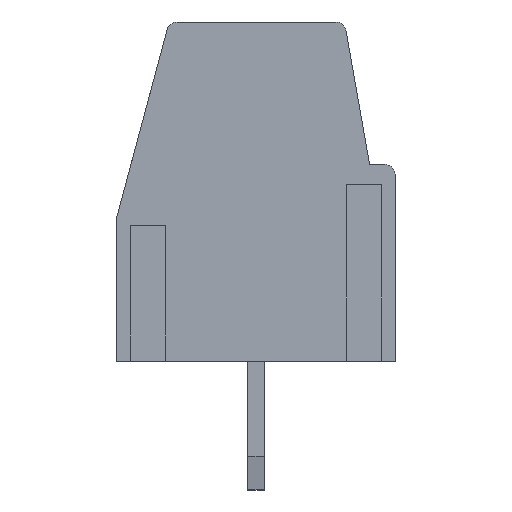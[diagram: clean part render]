
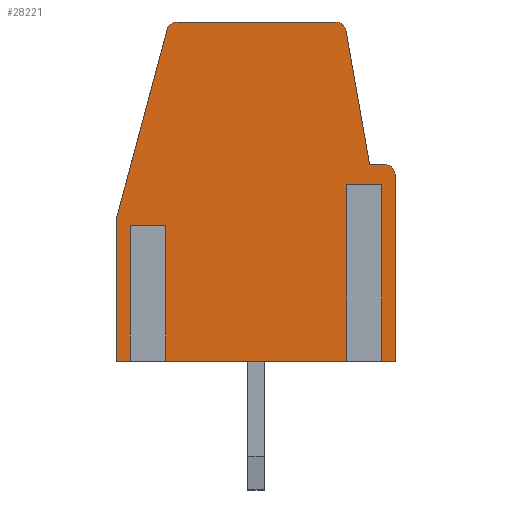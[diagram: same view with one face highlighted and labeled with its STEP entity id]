
A CAD part, left-side view. The second image highlights one B-rep face of the part: STEP entity #28221.
In plain terms, the highlighted planar face has unit normal (-1, 0, 0).
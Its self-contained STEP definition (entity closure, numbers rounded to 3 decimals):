
#25914 = EDGE_CURVE('',#25915,#25917,#25919,.T.);
#25915 = VERTEX_POINT('',#25916);
#25916 = CARTESIAN_POINT('',(-58.419,2.626,9.792));
#25917 = VERTEX_POINT('',#25918);
#25918 = CARTESIAN_POINT('',(-58.419,2.336,10.014));
#25919 = CIRCLE('',#25920,0.3);
#25920 = AXIS2_PLACEMENT_3D('',#25921,#25922,#25923);
#25921 = CARTESIAN_POINT('',(-58.419,2.336,9.714));
#25922 = DIRECTION('',(1.,0.,0.));
#25923 = DIRECTION('',(0.,1.,0.));
#26615 = VERTEX_POINT('',#26616);
#26616 = CARTESIAN_POINT('',(-58.419,-4.093,0.014));
#26622 = EDGE_CURVE('',#26615,#26623,#26625,.T.);
#26623 = VERTEX_POINT('',#26624);
#26624 = CARTESIAN_POINT('',(-58.419,-3.481,0.014));
#26625 = LINE('',#26626,#26627);
#26626 = CARTESIAN_POINT('',(-58.419,-4.093,0.014));
#26627 = VECTOR('',#26628,1.);
#26628 = DIRECTION('',(0.,1.,0.));
#26647 = VERTEX_POINT('',#26648);
#26648 = CARTESIAN_POINT('',(-58.419,-2.881,0.014));
#26654 = EDGE_CURVE('',#26647,#26655,#26657,.T.);
#26655 = VERTEX_POINT('',#26656);
#26656 = CARTESIAN_POINT('',(-58.419,2.894,0.014));
#26657 = LINE('',#26658,#26659);
#26658 = CARTESIAN_POINT('',(-58.419,-4.093,0.014));
#26659 = VECTOR('',#26660,1.);
#26660 = DIRECTION('',(0.,1.,0.));
#26679 = VERTEX_POINT('',#26680);
#26680 = CARTESIAN_POINT('',(-58.419,3.494,0.014));
#26686 = EDGE_CURVE('',#26679,#26687,#26689,.T.);
#26687 = VERTEX_POINT('',#26688);
#26688 = CARTESIAN_POINT('',(-58.419,4.107,0.014));
#26689 = LINE('',#26690,#26691);
#26690 = CARTESIAN_POINT('',(-58.419,-4.093,0.014));
#26691 = VECTOR('',#26692,1.);
#26692 = DIRECTION('',(0.,1.,0.));
#27757 = VERTEX_POINT('',#27758);
#27758 = CARTESIAN_POINT('',(-58.419,4.107,4.264));
#27764 = EDGE_CURVE('',#27757,#25915,#27765,.T.);
#27765 = LINE('',#27766,#27767);
#27766 = CARTESIAN_POINT('',(-58.419,4.107,4.264));
#27767 = VECTOR('',#27768,1.);
#27768 = DIRECTION('',(0.,-0.259,0.966));
#27779 = EDGE_CURVE('',#26687,#27757,#27780,.T.);
#27780 = LINE('',#27781,#27782);
#27781 = CARTESIAN_POINT('',(-58.419,4.107,0.014));
#27782 = VECTOR('',#27783,1.);
#27783 = DIRECTION('',(0.,0.,1.));
#28221 = ADVANCED_FACE('',(#28222),#28322,.F.);
#28222 = FACE_BOUND('',#28223,.T.);
#28223 = EDGE_LOOP('',(#28224,#28232,#28240,#28246,#28247,#28255,#28264,
    #28272,#28280,#28289,#28295,#28296,#28297,#28298,#28299,#28307,
    #28315,#28321));
#28224 = ORIENTED_EDGE('',*,*,#28225,.F.);
#28225 = EDGE_CURVE('',#28226,#26647,#28228,.T.);
#28226 = VERTEX_POINT('',#28227);
#28227 = CARTESIAN_POINT('',(-58.419,-2.881,5.214));
#28228 = LINE('',#28229,#28230);
#28229 = CARTESIAN_POINT('',(-58.419,-2.881,5.814));
#28230 = VECTOR('',#28231,1.);
#28231 = DIRECTION('',(0.,0.,-1.));
#28232 = ORIENTED_EDGE('',*,*,#28233,.F.);
#28233 = EDGE_CURVE('',#28234,#28226,#28236,.T.);
#28234 = VERTEX_POINT('',#28235);
#28235 = CARTESIAN_POINT('',(-58.419,-3.481,5.214));
#28236 = LINE('',#28237,#28238);
#28237 = CARTESIAN_POINT('',(-58.419,-4.093,5.214));
#28238 = VECTOR('',#28239,1.);
#28239 = DIRECTION('',(0.,1.,0.));
#28240 = ORIENTED_EDGE('',*,*,#28241,.F.);
#28241 = EDGE_CURVE('',#26623,#28234,#28242,.T.);
#28242 = LINE('',#28243,#28244);
#28243 = CARTESIAN_POINT('',(-58.419,-3.481,5.814));
#28244 = VECTOR('',#28245,1.);
#28245 = DIRECTION('',(0.,0.,1.));
#28246 = ORIENTED_EDGE('',*,*,#26622,.F.);
#28247 = ORIENTED_EDGE('',*,*,#28248,.F.);
#28248 = EDGE_CURVE('',#28249,#26615,#28251,.T.);
#28249 = VERTEX_POINT('',#28250);
#28250 = CARTESIAN_POINT('',(-58.419,-4.093,5.514));
#28251 = LINE('',#28252,#28253);
#28252 = CARTESIAN_POINT('',(-58.419,-4.093,5.814));
#28253 = VECTOR('',#28254,1.);
#28254 = DIRECTION('',(0.,0.,-1.));
#28255 = ORIENTED_EDGE('',*,*,#28256,.F.);
#28256 = EDGE_CURVE('',#28257,#28249,#28259,.T.);
#28257 = VERTEX_POINT('',#28258);
#28258 = CARTESIAN_POINT('',(-58.419,-3.793,5.814));
#28259 = CIRCLE('',#28260,0.3);
#28260 = AXIS2_PLACEMENT_3D('',#28261,#28262,#28263);
#28261 = CARTESIAN_POINT('',(-58.419,-3.793,5.514));
#28262 = DIRECTION('',(1.,0.,0.));
#28263 = DIRECTION('',(0.,1.,0.));
#28264 = ORIENTED_EDGE('',*,*,#28265,.F.);
#28265 = EDGE_CURVE('',#28266,#28257,#28268,.T.);
#28266 = VERTEX_POINT('',#28267);
#28267 = CARTESIAN_POINT('',(-58.419,-3.343,5.814));
#28268 = LINE('',#28269,#28270);
#28269 = CARTESIAN_POINT('',(-58.419,-3.343,5.814));
#28270 = VECTOR('',#28271,1.);
#28271 = DIRECTION('',(0.,-1.,0.));
#28272 = ORIENTED_EDGE('',*,*,#28273,.F.);
#28273 = EDGE_CURVE('',#28274,#28266,#28276,.T.);
#28274 = VERTEX_POINT('',#28275);
#28275 = CARTESIAN_POINT('',(-58.419,-2.646,9.766));
#28276 = LINE('',#28277,#28278);
#28277 = CARTESIAN_POINT('',(-58.419,-2.646,9.766));
#28278 = VECTOR('',#28279,1.);
#28279 = DIRECTION('',(0.,-0.174,-0.985));
#28280 = ORIENTED_EDGE('',*,*,#28281,.F.);
#28281 = EDGE_CURVE('',#28282,#28274,#28284,.T.);
#28282 = VERTEX_POINT('',#28283);
#28283 = CARTESIAN_POINT('',(-58.419,-2.351,10.014));
#28284 = CIRCLE('',#28285,0.3);
#28285 = AXIS2_PLACEMENT_3D('',#28286,#28287,#28288);
#28286 = CARTESIAN_POINT('',(-58.419,-2.351,9.714));
#28287 = DIRECTION('',(1.,0.,0.));
#28288 = DIRECTION('',(0.,1.,0.));
#28289 = ORIENTED_EDGE('',*,*,#28290,.F.);
#28290 = EDGE_CURVE('',#25917,#28282,#28291,.T.);
#28291 = LINE('',#28292,#28293);
#28292 = CARTESIAN_POINT('',(-58.419,-4.093,10.014));
#28293 = VECTOR('',#28294,1.);
#28294 = DIRECTION('',(0.,-1.,0.));
#28295 = ORIENTED_EDGE('',*,*,#25914,.F.);
#28296 = ORIENTED_EDGE('',*,*,#27764,.F.);
#28297 = ORIENTED_EDGE('',*,*,#27779,.F.);
#28298 = ORIENTED_EDGE('',*,*,#26686,.F.);
#28299 = ORIENTED_EDGE('',*,*,#28300,.F.);
#28300 = EDGE_CURVE('',#28301,#26679,#28303,.T.);
#28301 = VERTEX_POINT('',#28302);
#28302 = CARTESIAN_POINT('',(-58.419,3.494,4.014));
#28303 = LINE('',#28304,#28305);
#28304 = CARTESIAN_POINT('',(-58.419,3.494,5.814));
#28305 = VECTOR('',#28306,1.);
#28306 = DIRECTION('',(0.,0.,-1.));
#28307 = ORIENTED_EDGE('',*,*,#28308,.F.);
#28308 = EDGE_CURVE('',#28309,#28301,#28311,.T.);
#28309 = VERTEX_POINT('',#28310);
#28310 = CARTESIAN_POINT('',(-58.419,2.894,4.014));
#28311 = LINE('',#28312,#28313);
#28312 = CARTESIAN_POINT('',(-58.419,-4.093,4.014));
#28313 = VECTOR('',#28314,1.);
#28314 = DIRECTION('',(0.,1.,0.));
#28315 = ORIENTED_EDGE('',*,*,#28316,.F.);
#28316 = EDGE_CURVE('',#26655,#28309,#28317,.T.);
#28317 = LINE('',#28318,#28319);
#28318 = CARTESIAN_POINT('',(-58.419,2.894,5.814));
#28319 = VECTOR('',#28320,1.);
#28320 = DIRECTION('',(0.,0.,1.));
#28321 = ORIENTED_EDGE('',*,*,#26654,.F.);
#28322 = PLANE('',#28323);
#28323 = AXIS2_PLACEMENT_3D('',#28324,#28325,#28326);
#28324 = CARTESIAN_POINT('',(-58.419,-4.093,5.814));
#28325 = DIRECTION('',(1.,0.,0.));
#28326 = DIRECTION('',(0.,1.,0.));
